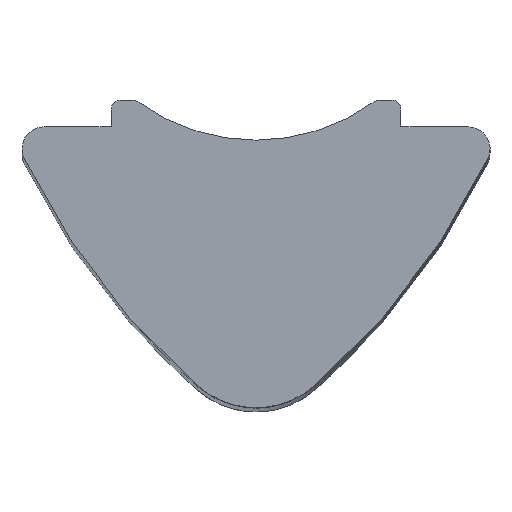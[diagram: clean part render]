
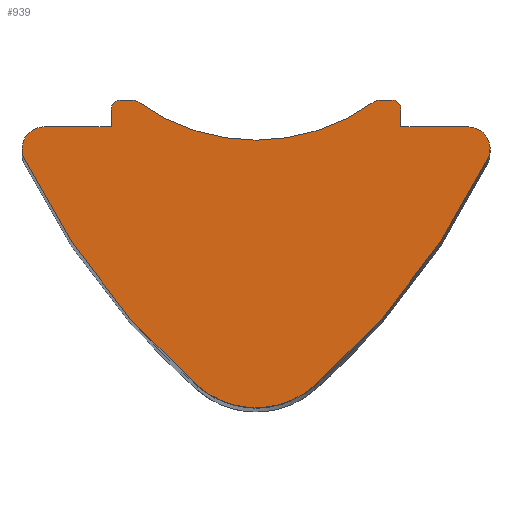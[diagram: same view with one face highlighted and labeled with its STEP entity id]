
A CAD part, top view. The second image highlights one B-rep face of the part: STEP entity #939.
In plain terms, the highlighted planar face has unit normal (0, 0, 1).
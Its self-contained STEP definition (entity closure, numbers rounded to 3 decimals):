
#1 = LINE ( 'NONE', #1007, #738 ) ;
#9 = ORIENTED_EDGE ( 'NONE', *, *, #1074, .T. ) ;
#16 = AXIS2_PLACEMENT_3D ( 'NONE', #245, #927, #340 ) ;
#40 = DIRECTION ( 'NONE',  ( -1., 0., 0. ) ) ;
#44 = CARTESIAN_POINT ( 'NONE',  ( -3.25, 0., 29. ) ) ;
#53 = DIRECTION ( 'NONE',  ( -1., 0., 0. ) ) ;
#64 = CARTESIAN_POINT ( 'NONE',  ( -4.75, 0., 29. ) ) ;
#67 = EDGE_CURVE ( 'NONE', #1134, #265, #502, .T. ) ;
#74 = EDGE_CURVE ( 'NONE', #999, #926, #256, .T. ) ;
#89 = CARTESIAN_POINT ( 'NONE',  ( -3.25, 0., 29. ) ) ;
#100 = EDGE_CURVE ( 'NONE', #788, #606, #1020, .T. ) ;
#109 = CARTESIAN_POINT ( 'NONE',  ( 3.05, 0.4, 29. ) ) ;
#112 = DIRECTION ( 'NONE',  ( 0., 0., 1. ) ) ;
#121 = ORIENTED_EDGE ( 'NONE', *, *, #67, .T. ) ;
#128 = CARTESIAN_POINT ( 'NONE',  ( -2.766, 0.6, 29. ) ) ;
#132 = FACE_OUTER_BOUND ( 'NONE', #195, .T. ) ;
#142 = DIRECTION ( 'NONE',  ( 1., 0., 0. ) ) ;
#148 = VERTEX_POINT ( 'NONE', #1221 ) ;
#152 = CARTESIAN_POINT ( 'NONE',  ( 4.75, 0., 29. ) ) ;
#153 = DIRECTION ( 'NONE',  ( 0., 0., 1. ) ) ;
#157 = LINE ( 'NONE', #635, #896 ) ;
#158 = DIRECTION ( 'NONE',  ( -1., 0., 0. ) ) ;
#163 = AXIS2_PLACEMENT_3D ( 'NONE', #109, #773, #204 ) ;
#165 = ORIENTED_EDGE ( 'NONE', *, *, #1099, .T. ) ;
#181 = LINE ( 'NONE', #89, #845 ) ;
#192 = CARTESIAN_POINT ( 'NONE',  ( -4.75, -0.5, 29. ) ) ;
#195 = EDGE_LOOP ( 'NONE', ( #1097, #1010, #415, #236, #356, #1232, #454, #121, #1132, #210, #165, #665, #945, #981, #629, #9, #1268 ) ) ;
#197 = DIRECTION ( 'NONE',  ( 1., 0., 0. ) ) ;
#204 = DIRECTION ( 'NONE',  ( -1., 0., 0. ) ) ;
#210 = ORIENTED_EDGE ( 'NONE', *, *, #741, .T. ) ;
#222 = AXIS2_PLACEMENT_3D ( 'NONE', #680, #112, #779 ) ;
#236 = ORIENTED_EDGE ( 'NONE', *, *, #100, .T. ) ;
#245 = CARTESIAN_POINT ( 'NONE',  ( 4.75, -0.5, 29. ) ) ;
#256 = LINE ( 'NONE', #1005, #735 ) ;
#262 = AXIS2_PLACEMENT_3D ( 'NONE', #1196, #769, #197 ) ;
#265 = VERTEX_POINT ( 'NONE', #1041 ) ;
#267 = EDGE_CURVE ( 'NONE', #400, #476, #616, .T. ) ;
#268 = VERTEX_POINT ( 'NONE', #1151 ) ;
#289 = DIRECTION ( 'NONE',  ( 1., 0., 0. ) ) ;
#291 = AXIS2_PLACEMENT_3D ( 'NONE', #1018, #410, #1124 ) ;
#298 = CARTESIAN_POINT ( 'NONE',  ( -5.2, -0.718, 29. ) ) ;
#340 = DIRECTION ( 'NONE',  ( -1., 0., 0. ) ) ;
#356 = ORIENTED_EDGE ( 'NONE', *, *, #804, .T. ) ;
#357 = AXIS2_PLACEMENT_3D ( 'NONE', #1130, #508, #1237 ) ;
#367 = VECTOR ( 'NONE', #1259, 1000. ) ;
#376 = CARTESIAN_POINT ( 'NONE',  ( 1.315, -5.807, 29. ) ) ;
#377 = CIRCLE ( 'NONE', #222, 0.2 ) ;
#385 = CARTESIAN_POINT ( 'NONE',  ( -3.05, 0.6, 29. ) ) ;
#400 = VERTEX_POINT ( 'NONE', #940 ) ;
#410 = DIRECTION ( 'NONE',  ( 0., 0., 1. ) ) ;
#415 = ORIENTED_EDGE ( 'NONE', *, *, #821, .T. ) ;
#440 = CARTESIAN_POINT ( 'NONE',  ( 4.75, 0., 29. ) ) ;
#454 = ORIENTED_EDGE ( 'NONE', *, *, #1045, .T. ) ;
#465 = DIRECTION ( 'NONE',  ( 0., 0., 1. ) ) ;
#466 = CARTESIAN_POINT ( 'NONE',  ( -1.315, -5.807, 29. ) ) ;
#468 = AXIS2_PLACEMENT_3D ( 'NONE', #1182, #1197, #610 ) ;
#476 = VERTEX_POINT ( 'NONE', #64 ) ;
#493 = DIRECTION ( 'NONE',  ( 0., 1., 0. ) ) ;
#497 = VERTEX_POINT ( 'NONE', #1178 ) ;
#502 = LINE ( 'NONE', #152, #1304 ) ;
#508 = DIRECTION ( 'NONE',  ( 0., 0., 1. ) ) ;
#563 = CARTESIAN_POINT ( 'NONE',  ( -3.25, 0.4, 29. ) ) ;
#596 = VERTEX_POINT ( 'NONE', #563 ) ;
#606 = VERTEX_POINT ( 'NONE', #466 ) ;
#610 = DIRECTION ( 'NONE',  ( 1., 0., 0. ) ) ;
#611 = CIRCLE ( 'NONE', #1239, 0.5 ) ;
#614 = VERTEX_POINT ( 'NONE', #376 ) ;
#616 = LINE ( 'NONE', #44, #367 ) ;
#622 = DIRECTION ( 'NONE',  ( 0., 0., 1. ) ) ;
#626 = EDGE_CURVE ( 'NONE', #596, #400, #181, .T. ) ;
#629 = ORIENTED_EDGE ( 'NONE', *, *, #74, .T. ) ;
#635 = CARTESIAN_POINT ( 'NONE',  ( 3.05, 0.6, 29. ) ) ;
#642 = VERTEX_POINT ( 'NONE', #661 ) ;
#661 = CARTESIAN_POINT ( 'NONE',  ( 2.766, 0.6, 29. ) ) ;
#664 = CARTESIAN_POINT ( 'NONE',  ( 0., 4.2, 29. ) ) ;
#665 = ORIENTED_EDGE ( 'NONE', *, *, #781, .T. ) ;
#667 = PLANE ( 'NONE',  #262 ) ;
#680 = CARTESIAN_POINT ( 'NONE',  ( 2.766, 0.4, 29. ) ) ;
#710 = DIRECTION ( 'NONE',  ( -1., 0., 0. ) ) ;
#713 = DIRECTION ( 'NONE',  ( 0., 0., -1. ) ) ;
#724 = CARTESIAN_POINT ( 'NONE',  ( -3.05, 0.4, 29. ) ) ;
#735 = VECTOR ( 'NONE', #158, 1000. ) ;
#738 = VECTOR ( 'NONE', #493, 1000. ) ;
#741 = EDGE_CURVE ( 'NONE', #497, #148, #1218, .T. ) ;
#768 = CIRCLE ( 'NONE', #1211, 4.5 ) ;
#769 = DIRECTION ( 'NONE',  ( 0., 0., 1. ) ) ;
#772 = CARTESIAN_POINT ( 'NONE',  ( -2.648, 0.562, 29. ) ) ;
#773 = DIRECTION ( 'NONE',  ( 0., 0., 1. ) ) ;
#779 = DIRECTION ( 'NONE',  ( 1., 0., 0. ) ) ;
#781 = EDGE_CURVE ( 'NONE', #642, #996, #377, .T. ) ;
#788 = VERTEX_POINT ( 'NONE', #298 ) ;
#804 = EDGE_CURVE ( 'NONE', #606, #614, #892, .T. ) ;
#821 = EDGE_CURVE ( 'NONE', #1033, #788, #858, .T. ) ;
#825 = DIRECTION ( 'NONE',  ( -1., 0., 0. ) ) ;
#845 = VECTOR ( 'NONE', #1082, 1000. ) ;
#858 = CIRCLE ( 'NONE', #357, 0.5 ) ;
#868 = DIRECTION ( 'NONE',  ( 0., 0., 1. ) ) ;
#891 = AXIS2_PLACEMENT_3D ( 'NONE', #1251, #622, #40 ) ;
#892 = CIRCLE ( 'NONE', #291, 2. ) ;
#896 = VECTOR ( 'NONE', #53, 1000. ) ;
#922 = EDGE_CURVE ( 'NONE', #476, #1033, #611, .T. ) ;
#926 = VERTEX_POINT ( 'NONE', #385 ) ;
#927 = DIRECTION ( 'NONE',  ( 0., 0., 1. ) ) ;
#934 = CIRCLE ( 'NONE', #16, 0.5 ) ;
#939 = ADVANCED_FACE ( 'NONE', ( #132 ), #667, .T. ) ;
#940 = CARTESIAN_POINT ( 'NONE',  ( -3.25, 0., 29. ) ) ;
#945 = ORIENTED_EDGE ( 'NONE', *, *, #1275, .T. ) ;
#960 = VERTEX_POINT ( 'NONE', #772 ) ;
#981 = ORIENTED_EDGE ( 'NONE', *, *, #1031, .T. ) ;
#982 = EDGE_CURVE ( 'NONE', #265, #497, #1, .T. ) ;
#996 = VERTEX_POINT ( 'NONE', #1121 ) ;
#999 = VERTEX_POINT ( 'NONE', #128 ) ;
#1005 = CARTESIAN_POINT ( 'NONE',  ( -3.05, 0.6, 29. ) ) ;
#1007 = CARTESIAN_POINT ( 'NONE',  ( 3.25, 0., 29. ) ) ;
#1010 = ORIENTED_EDGE ( 'NONE', *, *, #922, .T. ) ;
#1018 = CARTESIAN_POINT ( 'NONE',  ( 0., -4.3, 29. ) ) ;
#1020 = CIRCLE ( 'NONE', #468, 16. ) ;
#1031 = EDGE_CURVE ( 'NONE', #960, #999, #1042, .T. ) ;
#1033 = VERTEX_POINT ( 'NONE', #1144 ) ;
#1041 = CARTESIAN_POINT ( 'NONE',  ( 3.25, 0., 29. ) ) ;
#1042 = CIRCLE ( 'NONE', #891, 0.2 ) ;
#1045 = EDGE_CURVE ( 'NONE', #268, #1134, #934, .T. ) ;
#1068 = AXIS2_PLACEMENT_3D ( 'NONE', #1076, #465, #1191 ) ;
#1074 = EDGE_CURVE ( 'NONE', #926, #596, #1223, .T. ) ;
#1076 = CARTESIAN_POINT ( 'NONE',  ( -9.203, 6.25, 29. ) ) ;
#1082 = DIRECTION ( 'NONE',  ( 0., -1., 0. ) ) ;
#1089 = CIRCLE ( 'NONE', #1068, 16. ) ;
#1097 = ORIENTED_EDGE ( 'NONE', *, *, #267, .T. ) ;
#1099 = EDGE_CURVE ( 'NONE', #148, #642, #157, .T. ) ;
#1121 = CARTESIAN_POINT ( 'NONE',  ( 2.648, 0.562, 29. ) ) ;
#1124 = DIRECTION ( 'NONE',  ( 1., 0., 0. ) ) ;
#1130 = CARTESIAN_POINT ( 'NONE',  ( -4.75, -0.5, 29. ) ) ;
#1132 = ORIENTED_EDGE ( 'NONE', *, *, #982, .T. ) ;
#1134 = VERTEX_POINT ( 'NONE', #440 ) ;
#1144 = CARTESIAN_POINT ( 'NONE',  ( -5.25, -0.5, 29. ) ) ;
#1151 = CARTESIAN_POINT ( 'NONE',  ( 5.2, -0.718, 29. ) ) ;
#1178 = CARTESIAN_POINT ( 'NONE',  ( 3.25, 0.4, 29. ) ) ;
#1182 = CARTESIAN_POINT ( 'NONE',  ( 9.203, 6.25, 29. ) ) ;
#1191 = DIRECTION ( 'NONE',  ( -1., 0., 0. ) ) ;
#1196 = CARTESIAN_POINT ( 'NONE',  ( -4.75, -0.5, 29. ) ) ;
#1197 = DIRECTION ( 'NONE',  ( 0., 0., 1. ) ) ;
#1211 = AXIS2_PLACEMENT_3D ( 'NONE', #664, #713, #142 ) ;
#1216 = EDGE_CURVE ( 'NONE', #614, #268, #1089, .T. ) ;
#1218 = CIRCLE ( 'NONE', #163, 0.2 ) ;
#1221 = CARTESIAN_POINT ( 'NONE',  ( 3.05, 0.6, 29. ) ) ;
#1223 = CIRCLE ( 'NONE', #1261, 0.2 ) ;
#1232 = ORIENTED_EDGE ( 'NONE', *, *, #1216, .T. ) ;
#1237 = DIRECTION ( 'NONE',  ( 1., 0., 0. ) ) ;
#1239 = AXIS2_PLACEMENT_3D ( 'NONE', #192, #868, #289 ) ;
#1251 = CARTESIAN_POINT ( 'NONE',  ( -2.766, 0.4, 29. ) ) ;
#1259 = DIRECTION ( 'NONE',  ( -1., 0., 0. ) ) ;
#1261 = AXIS2_PLACEMENT_3D ( 'NONE', #724, #153, #825 ) ;
#1268 = ORIENTED_EDGE ( 'NONE', *, *, #626, .T. ) ;
#1275 = EDGE_CURVE ( 'NONE', #996, #960, #768, .T. ) ;
#1304 = VECTOR ( 'NONE', #710, 1000. ) ;
